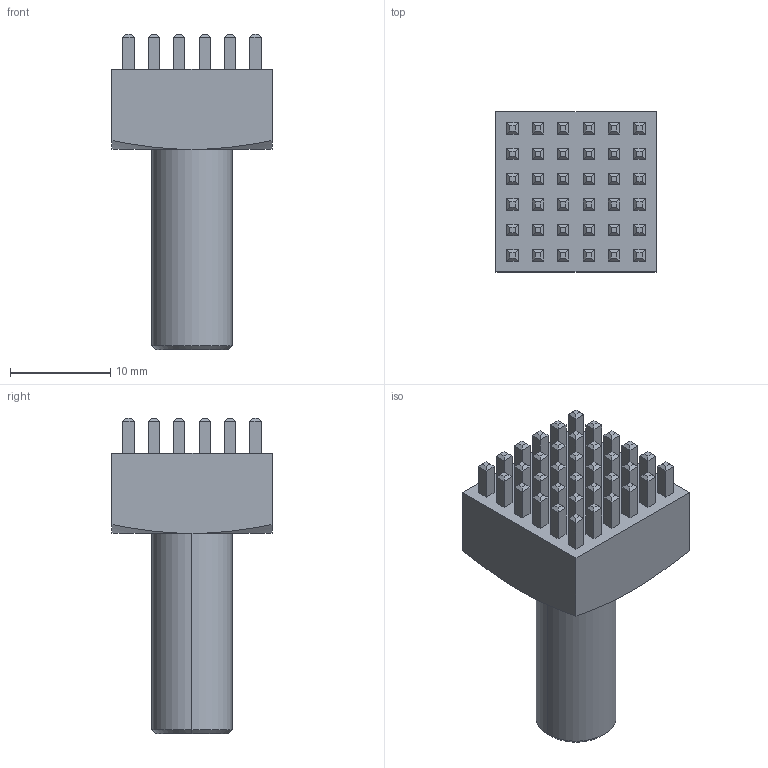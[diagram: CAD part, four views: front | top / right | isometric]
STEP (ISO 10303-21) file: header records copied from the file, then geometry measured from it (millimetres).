
FILE_DESCRIPTION (( 'STEP AP203' ), '1' );
FILE_NAME ('93627-A.STEP', '2014-09-23T08:36:14', ( '' ), ( '' ), 'SwSTEP 2.0', 'SolidWorks 2013', '' );
FILE_SCHEMA (( 'CONFIG_CONTROL_DESIGN' ));
Length unit declared in the file: millimetre
Products named in the file (1): 93627-A
Bounding box: 16 x 16 x 31.5 mm (x, y, z)
Volume: 3191.4 mm3; surface area: 2037.8 mm2
Topology: 1 solids, 1 shells, 339 faces, 750 edges, 450 vertices
Faces by surface type: plane 331, cone 6, cylinder 2
Entity records: 9055 total; most frequent: CARTESIAN_POINT 1580, ORIENTED_EDGE 1500, DIRECTION 1432, EDGE_CURVE 750, LINE 732, VECTOR 732, VERTEX_POINT 450, EDGE_LOOP 376
